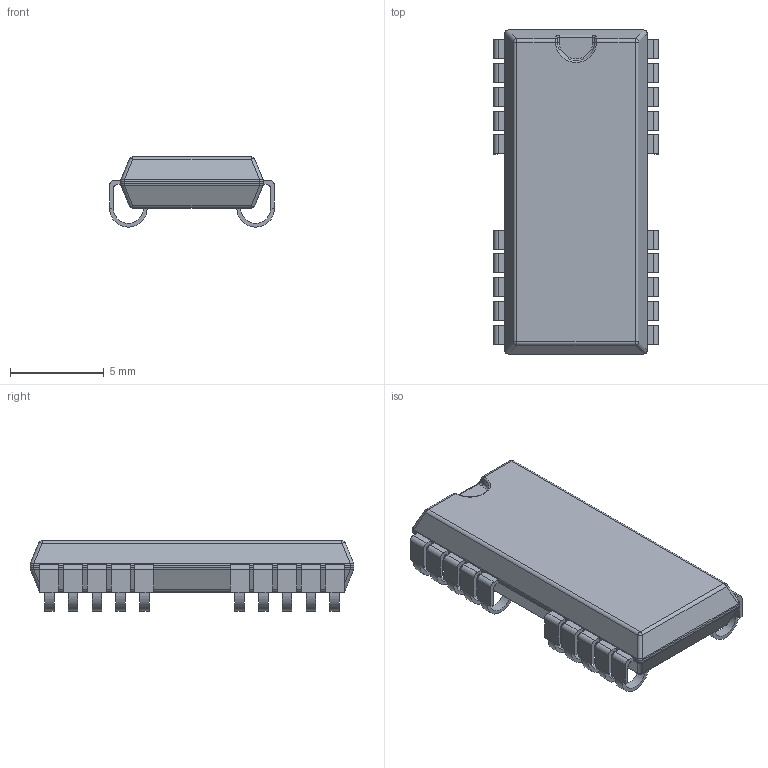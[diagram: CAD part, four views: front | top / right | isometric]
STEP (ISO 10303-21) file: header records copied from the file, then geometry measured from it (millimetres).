
FILE_DESCRIPTION(/* description */ (''),/* implementation_level */ '2;1');
FILE_NAME(/* name */ 'SOJ127_20-26 v4.step',/* time_stamp */ '2024-04-20T23:04:39+02:00',/* author */ (''),/* organization */ (''),/* preprocessor_version */ 'ST-DEVELOPER v20',/* originating_system */ 'Autodesk Translation Framework v12.20.1.177',/* authorisation */ '');
FILE_SCHEMA (('AUTOMOTIVE_DESIGN { 1 0 10303 214 3 1 1 }'));
Length unit declared in the file: millimetre
Products named in the file (2): SOJ127_20-26; Model
Assembly tree (1 placements, depth 2):
  SOJ127_20-26
    Model
Bounding box: 8.81 x 17.3 x 3.75 mm (x, y, z)
Volume: 341.9 mm3; surface area: 528.5 mm2
Topology: 21 solids, 21 shells, 394 faces, 908 edges, 556 vertices
Faces by surface type: plane 257, cylinder 115, sphere 16, bspline 4, torus 2
Entity records: 11043 total; most frequent: DIRECTION 1932, CARTESIAN_POINT 1925, ORIENTED_EDGE 1816, EDGE_CURVE 908, LINE 670, VECTOR 670, AXIS2_PLACEMENT_3D 631, VERTEX_POINT 556
